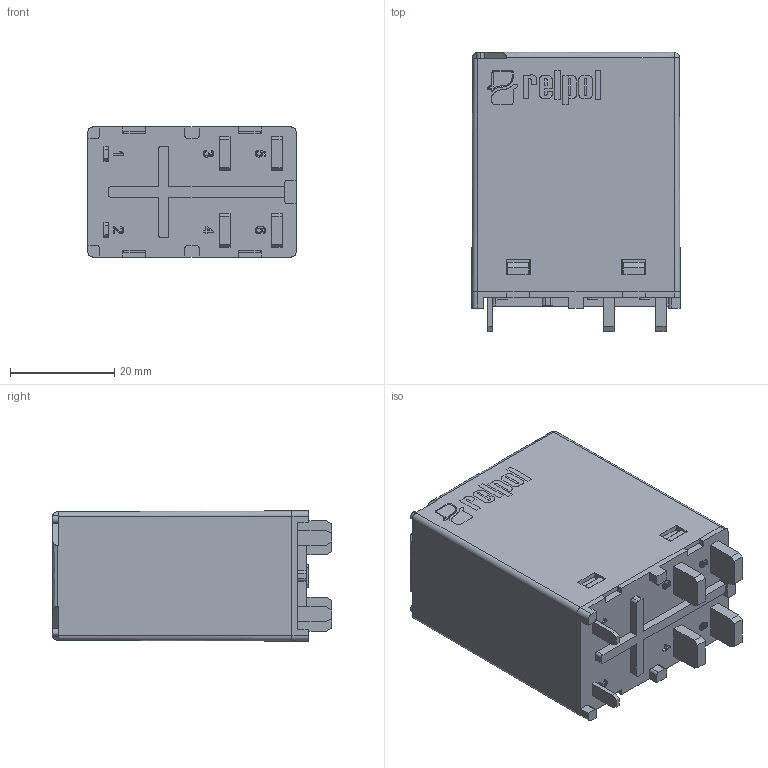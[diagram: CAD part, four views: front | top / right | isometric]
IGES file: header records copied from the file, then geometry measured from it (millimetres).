
Start section: SolidWorks IGES file using analytic representation for surfaces
Global section: file name: RS35-50.IGS,1; native system: 5HSolidWorks 2012; preprocessor: SolidWorks 2012; author: pikusl; date: 140901.105516; units: millimetre
Bounding box: 40 x 53.6 x 25 mm (x, y, z)
Surface area: 16504.8 mm2 (no closed solid volume)
Topology: 0 solids, 0 shells, 560 faces, 4629 edges, 4623 vertices
Faces by surface type: bspline 431, revolution 129
